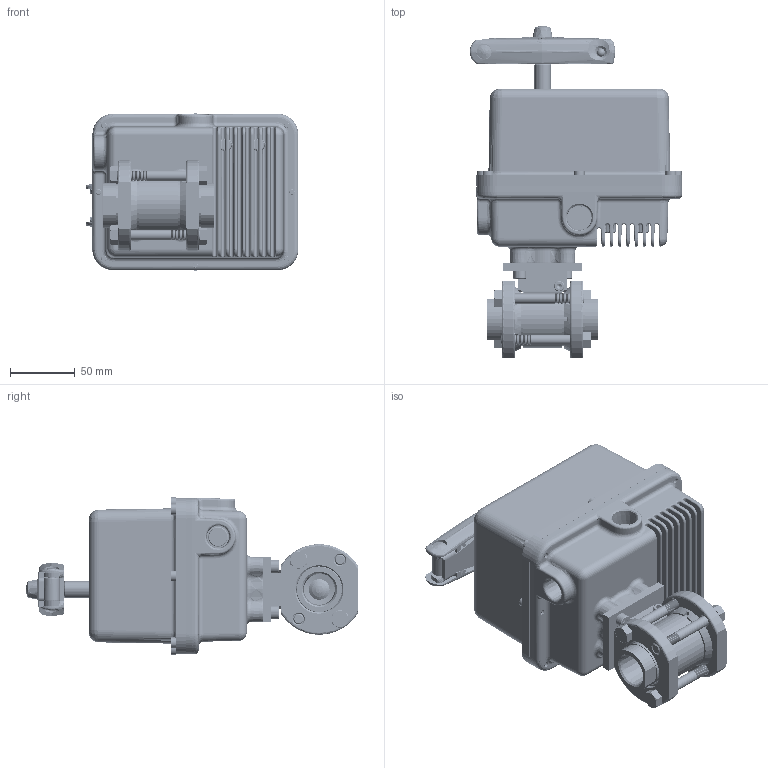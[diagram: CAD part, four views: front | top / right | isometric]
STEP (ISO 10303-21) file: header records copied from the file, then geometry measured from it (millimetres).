
FILE_DESCRIPTION (( 'STEP AP203' ), '1' );
FILE_NAME ('26XXSES600.step', '2018-03-26T16:16:45', ( '' ), ( '' ), 'SwSTEP 2.0', 'SolidWorks 2017', '' );
FILE_SCHEMA (( 'CONFIG_CONTROL_DESIGN' ));
Products named in the file (1): 26XXSES600
Bounding box: 163.85 x 255.99 x 121.31 mm (x, y, z)
Volume: 734031.1 mm3; surface area: 324929 mm2
Topology: 36 solids, 36 shells, 3817 faces, 9339 edges, 5617 vertices
Faces by surface type: cone 1359, cylinder 931, plane 872, bspline 444, torus 161, sphere 50
Entity records: 138306 total; most frequent: CARTESIAN_POINT 51086, ORIENTED_EDGE 18520, DIRECTION 18329, EDGE_CURVE 9260, AXIS2_PLACEMENT_3D 7215, VERTEX_POINT 5608, EDGE_LOOP 4028, VECTOR 3899
